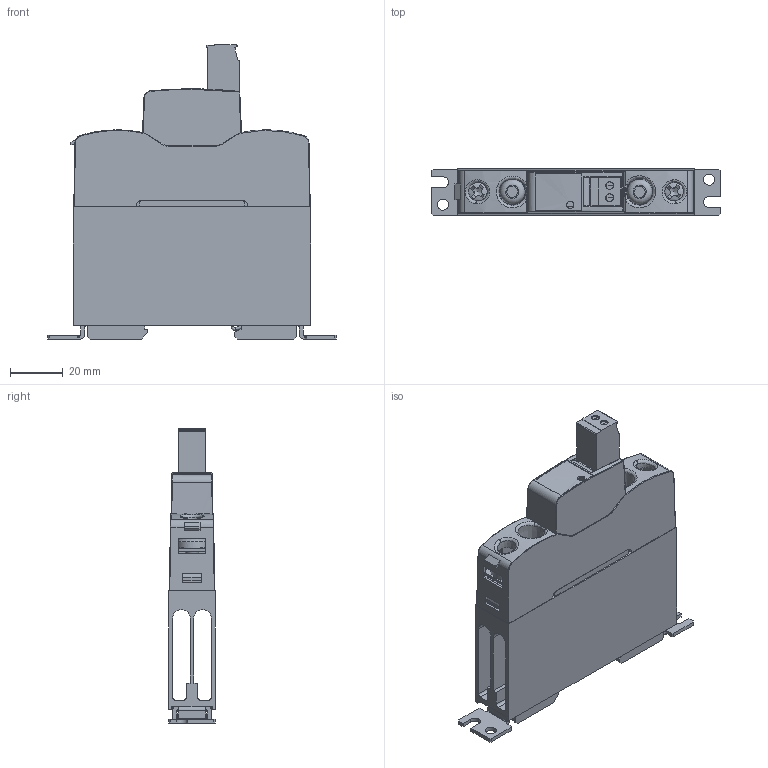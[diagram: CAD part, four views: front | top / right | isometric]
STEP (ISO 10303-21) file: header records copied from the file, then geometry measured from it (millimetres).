
FILE_DESCRIPTION(/* description */ (''),/* implementation_level */ '2;1');
FILE_NAME(/* name */ '3d_HS1C...025.. bloccato.stp',/* time_stamp */ '2024-04-19T08:54:59+02:00',/* author */ ('FUMAGALLI'),/* organization */ (''),/* preprocessor_version */ 'ST-DEVELOPER v16.1',/* originating_system */ 'Autodesk Inventor 2016',/* authorisation */ '');
FILE_SCHEMA (('AUTOMOTIVE_DESIGN { 1 0 10303 214 3 1 1 }'));
Products named in the file (1): Part114
Bounding box: 109.4 x 17.8 x 111.62 mm (x, y, z)
Volume: 56154.9 mm3; surface area: 62624.9 mm2
Topology: 1 solids, 7 shells, 1193 faces, 3486 edges, 2282 vertices
Faces by surface type: plane 805, cylinder 238, cone 63, torus 55, bspline 16, sphere 16
Full cylindrical faces by diameter (mm): 1 x2, 2.81 x2, 3 x2, 4 x2, 4.2 x4, 4.918 x2, 5 x2, 6 x2, 6.2 x4, 9.5 x2, 12 x2
Entity records: 48574 total; most frequent: CARTESIAN_POINT 16242, ORIENTED_EDGE 6768, DIRECTION 6105, EDGE_CURVE 3384, LINE 2381, VECTOR 2381, VERTEX_POINT 2247, AXIS2_PLACEMENT_3D 1862
